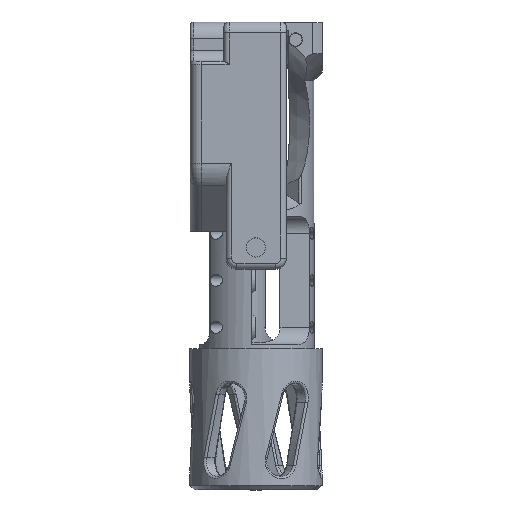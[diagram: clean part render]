
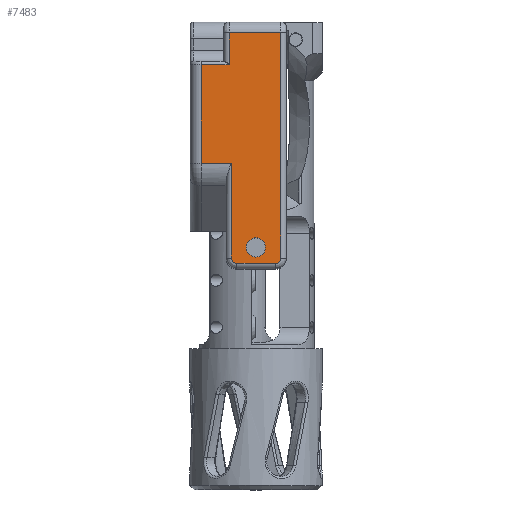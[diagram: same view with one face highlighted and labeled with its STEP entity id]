
A CAD part, top view. The second image highlights one B-rep face of the part: STEP entity #7483.
In plain terms, the highlighted planar face has unit normal (0, 0, 1).
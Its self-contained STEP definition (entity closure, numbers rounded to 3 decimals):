
#136=FACE_BOUND('',#1413,.T.);
#983=FACE_OUTER_BOUND('',#1412,.T.);
#1412=EDGE_LOOP('',(#5617,#5618,#5619,#5620,#5621,#5622,#5623,#5624,#5625,
#5626));
#1413=EDGE_LOOP('',(#5627));
#1864=CIRCLE('',#8018,2.25);
#1875=CIRCLE('',#8036,1.27);
#1877=CIRCLE('',#8039,1.27);
#2213=LINE('',#11411,#2647);
#2214=LINE('',#11429,#2648);
#2236=LINE('',#11517,#2670);
#2242=LINE('',#11536,#2676);
#2243=LINE('',#11550,#2677);
#2247=LINE('',#11597,#2681);
#2272=LINE('',#11765,#2706);
#2273=LINE('',#11766,#2707);
#2647=VECTOR('',#9072,10.);
#2648=VECTOR('',#9079,10.);
#2670=VECTOR('',#9159,1000.);
#2676=VECTOR('',#9181,10.);
#2677=VECTOR('',#9188,10.);
#2681=VECTOR('',#9212,10.);
#2706=VECTOR('',#9295,10.);
#2707=VECTOR('',#9296,2.54);
#3138=VERTEX_POINT('',#11408);
#3139=VERTEX_POINT('',#11410);
#3142=VERTEX_POINT('',#11417);
#3143=VERTEX_POINT('',#11428);
#3158=VERTEX_POINT('',#11468);
#3163=VERTEX_POINT('',#11483);
#3174=VERTEX_POINT('',#11510);
#3178=VERTEX_POINT('',#11532);
#3179=VERTEX_POINT('',#11534);
#3180=VERTEX_POINT('',#11546);
#3214=VERTEX_POINT('',#11764);
#4009=EDGE_CURVE('',#3138,#3139,#2213,.T.);
#4013=EDGE_CURVE('',#3142,#3143,#2214,.T.);
#4039=EDGE_CURVE('',#3163,#3163,#1864,.F.);
#4053=EDGE_CURVE('',#3158,#3174,#2236,.T.);
#4063=EDGE_CURVE('',#3179,#3178,#2242,.T.);
#4064=EDGE_CURVE('',#3178,#3180,#1875,.T.);
#4066=EDGE_CURVE('',#3180,#3174,#2243,.T.);
#4068=EDGE_CURVE('',#3139,#3179,#1877,.T.);
#4078=EDGE_CURVE('',#3143,#3138,#2247,.T.);
#4126=EDGE_CURVE('',#3214,#3142,#2272,.T.);
#4127=EDGE_CURVE('',#3214,#3158,#2273,.T.);
#5617=ORIENTED_EDGE('',*,*,#4126,.F.);
#5618=ORIENTED_EDGE('',*,*,#4127,.T.);
#5619=ORIENTED_EDGE('',*,*,#4053,.T.);
#5620=ORIENTED_EDGE('',*,*,#4066,.F.);
#5621=ORIENTED_EDGE('',*,*,#4064,.F.);
#5622=ORIENTED_EDGE('',*,*,#4063,.F.);
#5623=ORIENTED_EDGE('',*,*,#4068,.F.);
#5624=ORIENTED_EDGE('',*,*,#4009,.F.);
#5625=ORIENTED_EDGE('',*,*,#4078,.F.);
#5626=ORIENTED_EDGE('',*,*,#4013,.F.);
#5627=ORIENTED_EDGE('',*,*,#4039,.T.);
#7251=PLANE('',#8077);
#7483=ADVANCED_FACE('',(#983,#136),#7251,.F.);
#8018=AXIS2_PLACEMENT_3D('',#11484,#9133,#9134);
#8036=AXIS2_PLACEMENT_3D('',#11547,#9182,#9183);
#8039=AXIS2_PLACEMENT_3D('',#11561,#9190,#9191);
#8077=AXIS2_PLACEMENT_3D('',#11763,#9293,#9294);
#9072=DIRECTION('',(0.,-1.,0.));
#9079=DIRECTION('',(0.,1.,0.));
#9133=DIRECTION('center_axis',(0.,0.,
1.));
#9134=DIRECTION('ref_axis',(-1.,0.,0.));
#9159=DIRECTION('',(1.,0.,0.));
#9181=DIRECTION('',(-1.,0.,0.));
#9182=DIRECTION('center_axis',(0.,0.,
-1.));
#9183=DIRECTION('ref_axis',(-0.707,-0.707,0.));
#9188=DIRECTION('',(0.,1.,0.));
#9190=DIRECTION('center_axis',(0.,0.,
-1.));
#9191=DIRECTION('ref_axis',(0.707,-0.707,0.));
#9212=DIRECTION('',(1.,0.,0.));
#9293=DIRECTION('center_axis',(0.,0.,
-1.));
#9294=DIRECTION('ref_axis',(0.,1.,0.));
#9295=DIRECTION('',(1.,0.,0.));
#9296=DIRECTION('',(0.,-1.,0.));
#11408=CARTESIAN_POINT('',(5.829,-128.881,85.148));
#11410=CARTESIAN_POINT('',(5.829,-181.455,85.148));
#11411=CARTESIAN_POINT('',(5.829,-124.341,85.148));
#11417=CARTESIAN_POINT('',(-6.257,-136.278,85.148));
#11428=CARTESIAN_POINT('',(-6.257,-128.881,85.148));
#11429=CARTESIAN_POINT('',(-6.257,-132.516,85.148));
#11468=CARTESIAN_POINT('',(-12.789,-159.351,85.148));
#11483=CARTESIAN_POINT('',(2.25,-178.995,85.148));
#11484=CARTESIAN_POINT('Origin',(0.,-178.995,
85.148));
#11510=CARTESIAN_POINT('',(-5.715,-159.351,85.148));
#11517=CARTESIAN_POINT('',(4.559,-159.351,85.148));
#11532=CARTESIAN_POINT('',(-4.445,-182.725,85.148));
#11534=CARTESIAN_POINT('',(4.559,-182.725,85.148));
#11536=CARTESIAN_POINT('',(1.543,-182.725,85.148));
#11546=CARTESIAN_POINT('',(-5.715,-181.455,85.148));
#11547=CARTESIAN_POINT('Origin',(-4.445,-181.455,85.148));
#11550=CARTESIAN_POINT('',(-5.715,-148.604,85.148));
#11561=CARTESIAN_POINT('Origin',(4.559,-181.455,85.148));
#11597=CARTESIAN_POINT('',(-0.1,-128.881,85.148));
#11763=CARTESIAN_POINT('Origin',(10.071,-124.341,85.148));
#11764=CARTESIAN_POINT('',(-12.789,-136.278,85.148));
#11765=CARTESIAN_POINT('',(-2.629,-136.278,85.148));
#11766=CARTESIAN_POINT('',(-12.789,-124.341,85.148));
